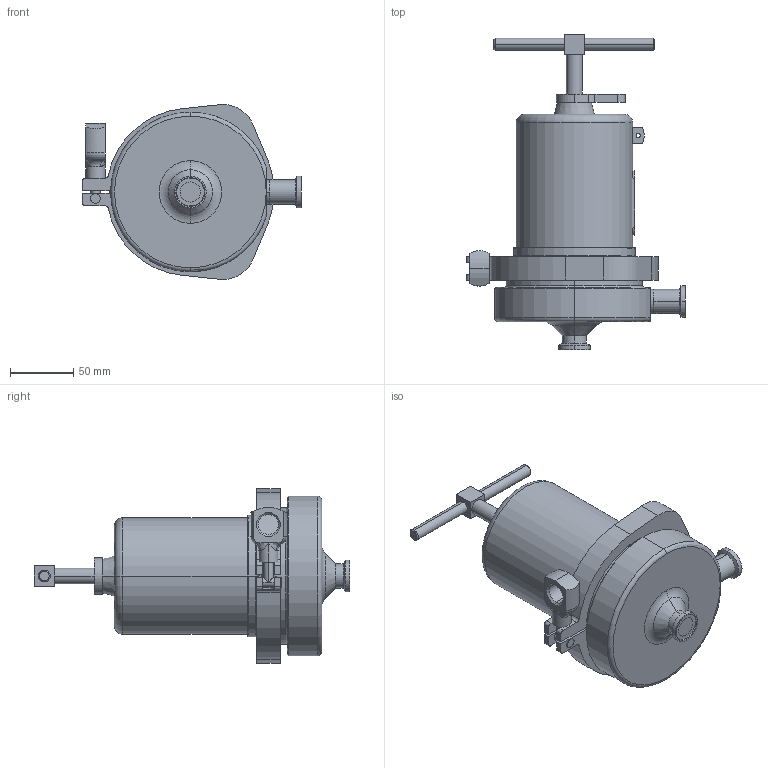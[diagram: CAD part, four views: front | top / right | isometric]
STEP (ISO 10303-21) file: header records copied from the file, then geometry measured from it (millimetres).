
FILE_DESCRIPTION (( 'STEP AP203' ), '1' );
FILE_NAME ('96C-075.STEP', '2017-06-07T18:19:40', ( '' ), ( '' ), 'SwSTEP 2.0', 'SolidWorks 2014', '' );
FILE_SCHEMA (( 'CONFIG_CONTROL_DESIGN' ));
Length unit declared in the file: inch
Products named in the file (2): 96C-075
Bounding box: 172.75 x 248.92 x 137.94 mm (x, y, z)
Volume: 1437284.5 mm3; surface area: 123606.4 mm2
Topology: 2 solids, 3 shells, 207 faces, 499 edges, 306 vertices
Faces by surface type: cylinder 84, plane 55, torus 34, cone 30, bspline 4
Entity records: 6719 total; most frequent: CARTESIAN_POINT 1619, DIRECTION 1128, ORIENTED_EDGE 986, EDGE_CURVE 493, AXIS2_PLACEMENT_3D 461, VERTEX_POINT 306, CIRCLE 256, EDGE_LOOP 229
